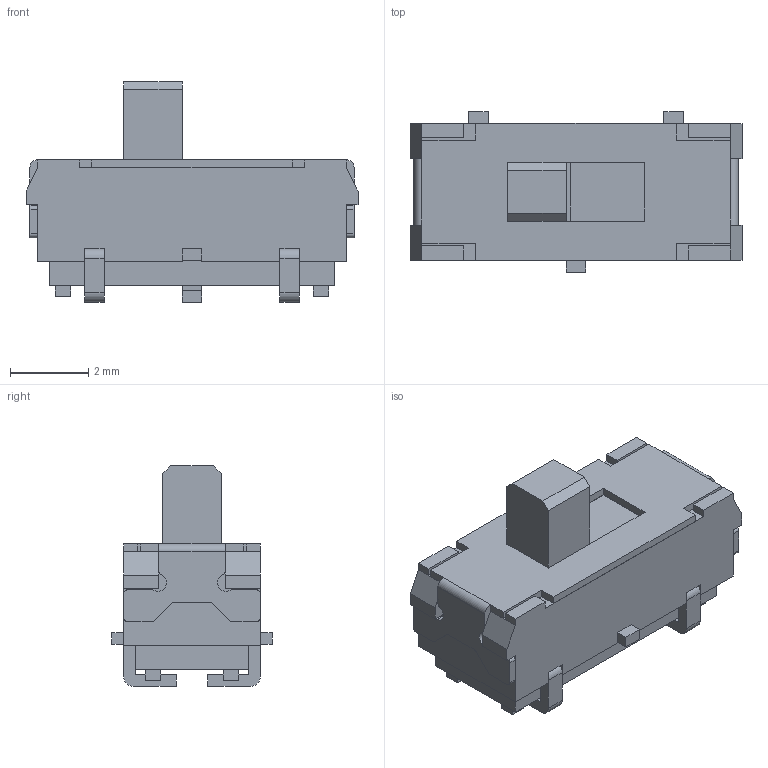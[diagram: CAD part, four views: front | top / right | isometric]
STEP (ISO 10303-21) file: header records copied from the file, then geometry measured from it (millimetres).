
FILE_DESCRIPTION (( 'STEP AP214' ), '1' );
FILE_NAME ('JS102011JCQN.STEP', '2021-12-28T11:19:09', ( '' ), ( '' ), 'SwSTEP 2.0', 'SolidWorks 2018', '' );
FILE_SCHEMA (( 'AUTOMOTIVE_DESIGN' ));
Length unit declared in the file: millimetre
Products named in the file (2): JS102011JCQN
Bounding box: 8.5 x 4.1 x 5.65 mm (x, y, z)
Volume: 92.1 mm3; surface area: 228.1 mm2
Topology: 8 solids, 8 shells, 233 faces, 616 edges, 404 vertices
Faces by surface type: plane 193, cylinder 40
Entity records: 9602 total; most frequent: CARTESIAN_POINT 1255, ORIENTED_EDGE 1232, DIRECTION 1166, EDGE_CURVE 616, VECTOR 536, LINE 536, VERTEX_POINT 404, AXIS2_PLACEMENT_3D 315
